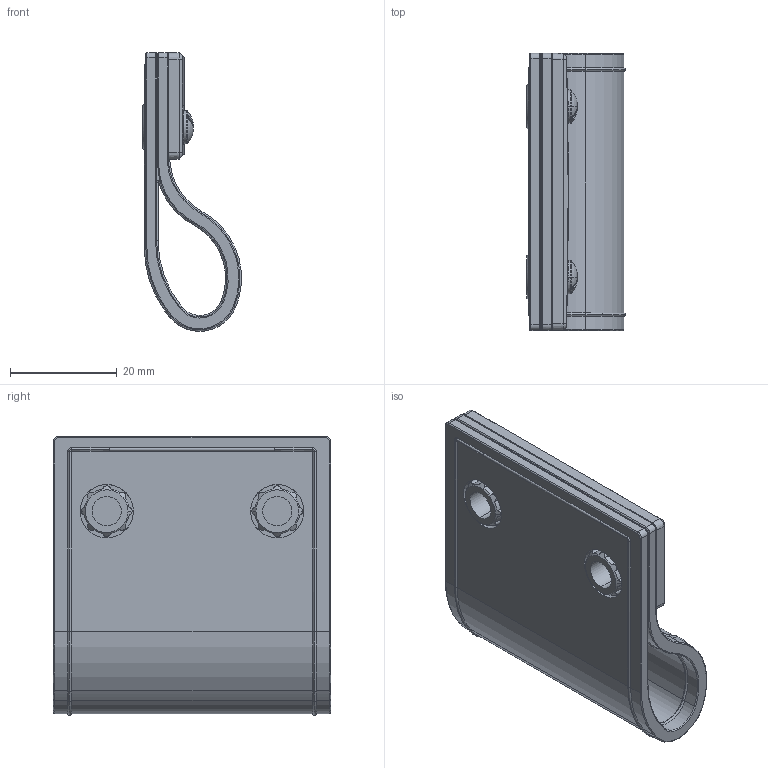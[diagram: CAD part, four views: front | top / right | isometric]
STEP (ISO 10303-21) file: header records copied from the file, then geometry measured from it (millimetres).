
FILE_DESCRIPTION(('Creo Elements/Direct Modeling STEP Export'),'2;1');
FILE_NAME('LE016-50.stp','2023-10-17T11:06:40',(''),(''),'Creo Elements/Direct Modeling STEP processor for AP214 (Solid Model)','Creo Elements/Direct Modeling 20.0 12-Nov-2016 (C) Parametric Technology GmbH','');
FILE_SCHEMA(('AUTOMOTIVE_DESIGN { 1 0 10303 214 1 1 1 1 }'));
Length unit declared in the file: millimetre
Products named in the file (4): 3; Naht_1; 2; 8347_52 B2X2.step
Assembly tree (3 placements, depth 2):
  8347_52 B2X2.step
    2
    Naht_1
    3
Bounding box: 18.51 x 52 x 52.31 mm (x, y, z)
Volume: 16092.2 mm3; surface area: 16838.4 mm2
Topology: 3 solids, 3 shells, 252 faces, 614 edges, 371 vertices
Faces by surface type: cylinder 95, torus 68, plane 33, bspline 26, cone 12, extrusion 8, sphere 6, revolution 4
Entity records: 10825 total; most frequent: CARTESIAN_POINT 5160, ORIENTED_EDGE 1222, DIRECTION 1151, EDGE_CURVE 611, AXIS2_PLACEMENT_3D 485, VERTEX_POINT 371, EDGE_LOOP 270, CIRCLE 261
